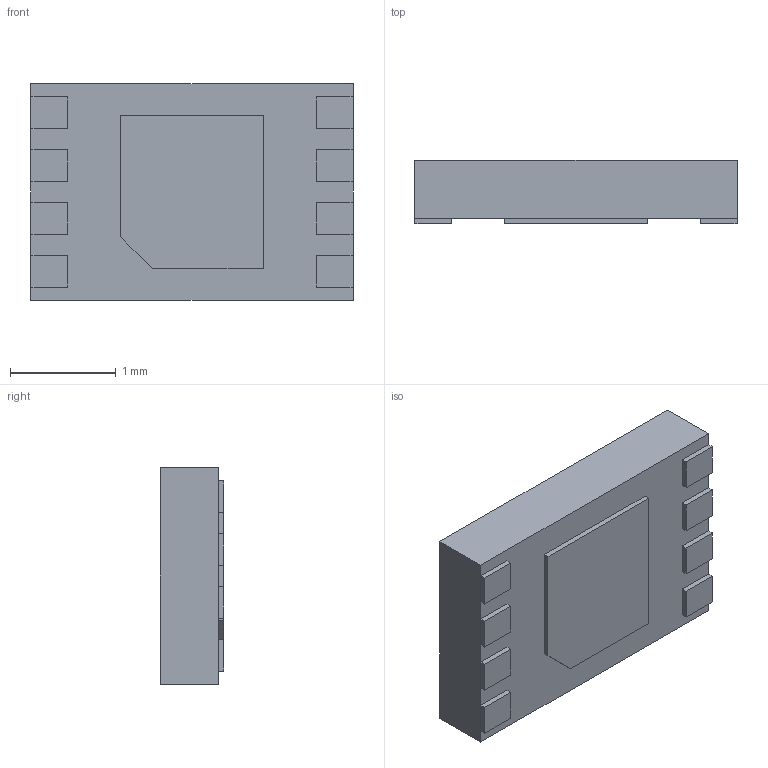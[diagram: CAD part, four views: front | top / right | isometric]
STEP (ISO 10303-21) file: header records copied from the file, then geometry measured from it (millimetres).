
FILE_DESCRIPTION(/* description */ (''),/* implementation_level */ '2;1');
FILE_NAME(/* name */ 'CAT93C46BHU4I-GT3.step',/* time_stamp */ '2022-05-20T16:32:27-04:00',/* author */ (''),/* organization */ (''),/* preprocessor_version */ 'ST-DEVELOPER v18.1',/* originating_system */ 'Autodesk Translation Framework v10.14.0.1471',/* authorisation */ '');
FILE_SCHEMA (('AUTOMOTIVE_DESIGN { 1 0 10303 214 3 1 1 }'));
Length unit declared in the file: millimetre
Products named in the file (1): CAT93C46BHU4I-GT3
Bounding box: 3.05 x 0.6 x 2.05 mm (x, y, z)
Volume: 3.6 mm3; surface area: 24.5 mm2
Topology: 10 solids, 10 shells, 119 faces, 282 edges, 188 vertices
Faces by surface type: plane 85, bspline 33, cylinder 1
Full cylindrical faces by diameter (mm): 0.25 x1
Entity records: 3719 total; most frequent: CARTESIAN_POINT 1151, ORIENTED_EDGE 564, DIRECTION 392, EDGE_CURVE 282, LINE 214, VECTOR 214, VERTEX_POINT 188, EDGE_LOOP 124
